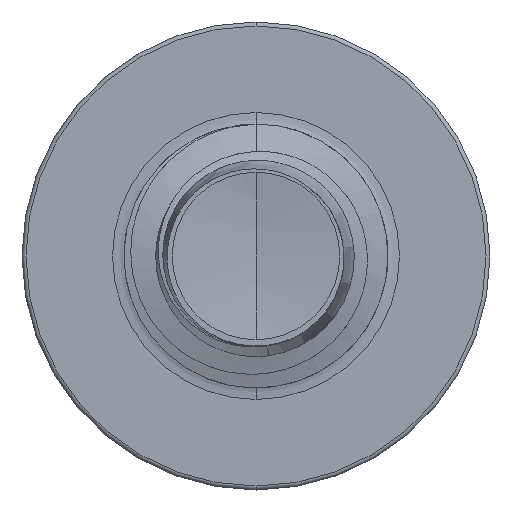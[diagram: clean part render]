
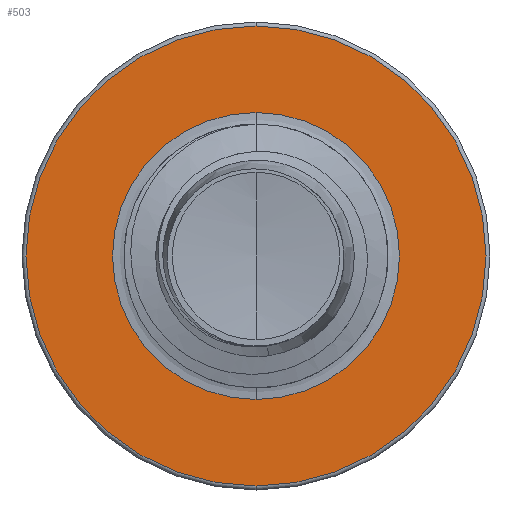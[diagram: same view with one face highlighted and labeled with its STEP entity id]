
A CAD part, front view. The second image highlights one B-rep face of the part: STEP entity #503.
In plain terms, the highlighted planar face has unit normal (0, -1, 0).
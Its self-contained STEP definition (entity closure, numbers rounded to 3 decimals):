
#311 = CIRCLE ( 'NONE', #3484, 1.917 ) ;
#503 = ADVANCED_FACE ( 'NONE', ( #2723, #2435 ), #7137, .F. ) ;
#704 = CIRCLE ( 'NONE', #9473, 1.196 ) ;
#988 = ORIENTED_EDGE ( 'NONE', *, *, #5734, .F. ) ;
#1291 = DIRECTION ( 'NONE',  ( 0., 1., 0. ) ) ;
#1376 = AXIS2_PLACEMENT_3D ( 'NONE', #7060, #1291, #7889 ) ;
#1716 = CARTESIAN_POINT ( 'NONE',  ( 0., 2., 0. ) ) ;
#2118 = EDGE_CURVE ( 'NONE', #3672, #10807, #4069, .T. ) ;
#2435 = FACE_BOUND ( 'NONE', #9659, .T. ) ;
#2506 = CIRCLE ( 'NONE', #7784, 1.196 ) ;
#2705 = DIRECTION ( 'NONE',  ( 0., 0., 1. ) ) ;
#2723 = FACE_OUTER_BOUND ( 'NONE', #4057, .T. ) ;
#2756 = EDGE_CURVE ( 'NONE', #4159, #3732, #704, .T. ) ;
#3382 = AXIS2_PLACEMENT_3D ( 'NONE', #6165, #6145, #5647 ) ;
#3484 = AXIS2_PLACEMENT_3D ( 'NONE', #9019, #3681, #9810 ) ;
#3672 = VERTEX_POINT ( 'NONE', #10154 ) ;
#3681 = DIRECTION ( 'NONE',  ( 0., 1., 0. ) ) ;
#3703 = ORIENTED_EDGE ( 'NONE', *, *, #2118, .F. ) ;
#3732 = VERTEX_POINT ( 'NONE', #5139 ) ;
#4057 = EDGE_LOOP ( 'NONE', ( #988, #3703 ) ) ;
#4069 = CIRCLE ( 'NONE', #1376, 1.917 ) ;
#4159 = VERTEX_POINT ( 'NONE', #5518 ) ;
#5139 = CARTESIAN_POINT ( 'NONE',  ( 0., 2., -1.196 ) ) ;
#5193 = DIRECTION ( 'NONE',  ( 0., 1., 0. ) ) ;
#5518 = CARTESIAN_POINT ( 'NONE',  ( 0., 2., 1.196 ) ) ;
#5647 = DIRECTION ( 'NONE',  ( 0., 0., 1. ) ) ;
#5734 = EDGE_CURVE ( 'NONE', #10807, #3672, #311, .T. ) ;
#6067 = EDGE_CURVE ( 'NONE', #3732, #4159, #2506, .T. ) ;
#6145 = DIRECTION ( 'NONE',  ( 0., 1., 0. ) ) ;
#6165 = CARTESIAN_POINT ( 'NONE',  ( 0., 2., -1.196 ) ) ;
#6223 = ORIENTED_EDGE ( 'NONE', *, *, #2756, .T. ) ;
#7060 = CARTESIAN_POINT ( 'NONE',  ( 0., 2., 0. ) ) ;
#7137 = PLANE ( 'NONE',  #3382 ) ;
#7784 = AXIS2_PLACEMENT_3D ( 'NONE', #10265, #5193, #11033 ) ;
#7889 = DIRECTION ( 'NONE',  ( 0., 0., 1. ) ) ;
#8182 = DIRECTION ( 'NONE',  ( 0., 1., 0. ) ) ;
#8458 = ORIENTED_EDGE ( 'NONE', *, *, #6067, .T. ) ;
#9019 = CARTESIAN_POINT ( 'NONE',  ( 0., 2., 0. ) ) ;
#9229 = CARTESIAN_POINT ( 'NONE',  ( 0., 2., 1.917 ) ) ;
#9473 = AXIS2_PLACEMENT_3D ( 'NONE', #1716, #8182, #2705 ) ;
#9659 = EDGE_LOOP ( 'NONE', ( #6223, #8458 ) ) ;
#9810 = DIRECTION ( 'NONE',  ( 0., 0., 1. ) ) ;
#10154 = CARTESIAN_POINT ( 'NONE',  ( 0., 2., -1.917 ) ) ;
#10265 = CARTESIAN_POINT ( 'NONE',  ( 0., 2., 0. ) ) ;
#10807 = VERTEX_POINT ( 'NONE', #9229 ) ;
#11033 = DIRECTION ( 'NONE',  ( 0., 0., 1. ) ) ;
